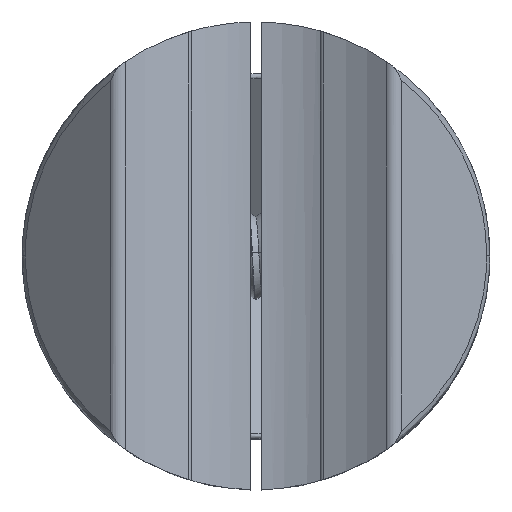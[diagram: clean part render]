
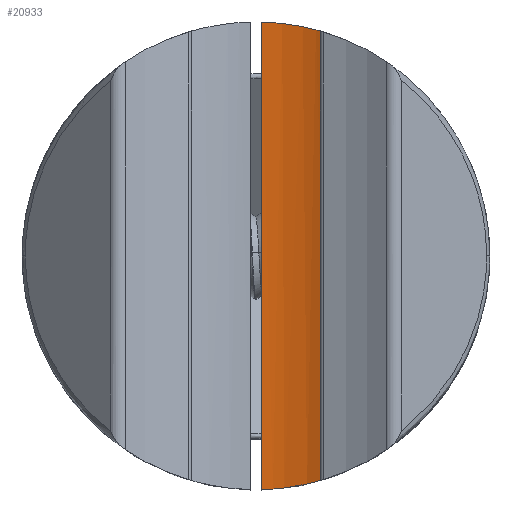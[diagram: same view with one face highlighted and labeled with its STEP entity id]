
A CAD part, top view. The second image highlights one B-rep face of the part: STEP entity #20933.
In plain terms, the highlighted cylindrical face has radius 14.2 mm (diameter 28.4 mm), a partial arc.
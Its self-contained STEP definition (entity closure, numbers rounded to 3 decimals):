
#1325 = CARTESIAN_POINT ( 'NONE',  ( 3.411, 21.228, 51.216 ) ) ;
#1609 = VERTEX_POINT ( 'NONE', #11266 ) ;
#1944 = EDGE_LOOP ( 'NONE', ( #21093, #19959, #16770, #9637 ) ) ;
#2199 = CARTESIAN_POINT ( 'NONE',  ( 3.803, -21.161, 51.318 ) ) ;
#2437 = VERTEX_POINT ( 'NONE', #21779 ) ;
#2711 = CARTESIAN_POINT ( 'NONE',  ( 3.544, 21.206, 51.249 ) ) ;
#2798 = AXIS2_PLACEMENT_3D ( 'NONE', #8414, #18658, #22024 ) ;
#2968 = CYLINDRICAL_SURFACE ( 'NONE', #2798, 14.2 ) ;
#3451 = CARTESIAN_POINT ( 'NONE',  ( 0.5, -21.494, 50.809 ) ) ;
#4128 = CARTESIAN_POINT ( 'NONE',  ( 6.694, -20.431, 52.477 ) ) ;
#4641 = CARTESIAN_POINT ( 'NONE',  ( 4.712, 21.004, 51.559 ) ) ;
#4750 = CARTESIAN_POINT ( 'NONE',  ( 1.031, 21.482, 50.828 ) ) ;
#5950 = CARTESIAN_POINT ( 'NONE',  ( 0.5, -21.494, 50.809 ) ) ;
#6251 = CARTESIAN_POINT ( 'NONE',  ( 2.752, 21.326, 51.066 ) ) ;
#7305 = VERTEX_POINT ( 'NONE', #8475 ) ;
#7653 = CARTESIAN_POINT ( 'NONE',  ( 4.956, -20.923, 51.689 ) ) ;
#7764 = CARTESIAN_POINT ( 'NONE',  ( 2.622, -21.366, 51.004 ) ) ;
#8414 = CARTESIAN_POINT ( 'NONE',  ( 0., -50., 65. ) ) ;
#8475 = CARTESIAN_POINT ( 'NONE',  ( 6.694, -20.431, 52.477 ) ) ;
#9017 = CARTESIAN_POINT ( 'NONE',  ( 3.931, -21.138, 51.354 ) ) ;
#9341 = EDGE_CURVE ( 'NONE', #2437, #7305, #15786, .T. ) ;
#9637 = ORIENTED_EDGE ( 'NONE', *, *, #14076, .F. ) ;
#11164 = CARTESIAN_POINT ( 'NONE',  ( 4.189, -21.088, 51.43 ) ) ;
#11266 = CARTESIAN_POINT ( 'NONE',  ( 0.5, -21.494, 50.809 ) ) ;
#11504 = EDGE_CURVE ( 'NONE', #12962, #2437, #15722, .T. ) ;
#11582 = CARTESIAN_POINT ( 'NONE',  ( 6.694, 20.431, 52.477 ) ) ;
#11798 = CARTESIAN_POINT ( 'NONE',  ( 3.148, 21.269, 51.153 ) ) ;
#12109 = LINE ( 'NONE', #3451, #13404 ) ;
#12962 = VERTEX_POINT ( 'NONE', #19298 ) ;
#13098 = FACE_OUTER_BOUND ( 'NONE', #1944, .T. ) ;
#13183 = CARTESIAN_POINT ( 'NONE',  ( 5.722, 20.75, 51.957 ) ) ;
#13190 = VECTOR ( 'NONE', #22313, 1000. ) ;
#13286 = CARTESIAN_POINT ( 'NONE',  ( 2.356, 21.372, 50.995 ) ) ;
#13404 = VECTOR ( 'NONE', #17350, 1000. ) ;
#14076 = EDGE_CURVE ( 'NONE', #7305, #1609, #20796, .T. ) ;
#14504 = CARTESIAN_POINT ( 'NONE',  ( 5.712, -20.734, 51.987 ) ) ;
#15446 = CARTESIAN_POINT ( 'NONE',  ( 6.694, 20.431, 52.477 ) ) ;
#15722 = B_SPLINE_CURVE_WITH_KNOTS ( 'NONE', 3,
 ( #20308, #4750, #16936, #13286, #6251, #11798, #1325, #2711, #4641, #13183, #11582 ),
 .UNSPECIFIED., .F., .F.,
 ( 4, 2, 1, 2, 2, 4 ),
 ( 0., 0.25, 0.375, 0.437, 0.5, 1. ),
 .UNSPECIFIED. ) ;
#15786 = LINE ( 'NONE', #15446, #13190 ) ;
#16262 = EDGE_CURVE ( 'NONE', #1609, #12962, #12109, .T. ) ;
#16770 = ORIENTED_EDGE ( 'NONE', *, *, #16262, .F. ) ;
#16936 = CARTESIAN_POINT ( 'NONE',  ( 1.562, 21.45, 50.876 ) ) ;
#17350 = DIRECTION ( 'NONE',  ( 0., 1., 0. ) ) ;
#17795 = CARTESIAN_POINT ( 'NONE',  ( 4.575, -21.011, 51.551 ) ) ;
#18658 = DIRECTION ( 'NONE',  ( 0., -1., 0. ) ) ;
#19298 = CARTESIAN_POINT ( 'NONE',  ( 0.5, 21.494, 50.809 ) ) ;
#19787 = CARTESIAN_POINT ( 'NONE',  ( 6.208, -20.591, 52.217 ) ) ;
#19959 = ORIENTED_EDGE ( 'NONE', *, *, #11504, .F. ) ;
#20308 = CARTESIAN_POINT ( 'NONE',  ( 0.5, 21.494, 50.809 ) ) ;
#20796 = B_SPLINE_CURVE_WITH_KNOTS ( 'NONE', 3,
 ( #4128, #19787, #14504, #7653, #17795, #11164, #9017, #2199, #7764, #21373, #5950 ),
 .UNSPECIFIED., .F., .F.,
 ( 4, 2, 1, 2, 2, 4 ),
 ( 0., 0.25, 0.375, 0.438, 0.5, 1. ),
 .UNSPECIFIED. ) ;
#20933 = ADVANCED_FACE ( 'NONE', ( #13098 ), #2968, .F. ) ;
#21093 = ORIENTED_EDGE ( 'NONE', *, *, #9341, .F. ) ;
#21373 = CARTESIAN_POINT ( 'NONE',  ( 1.561, -21.469, 50.846 ) ) ;
#21779 = CARTESIAN_POINT ( 'NONE',  ( 6.694, 20.431, 52.477 ) ) ;
#22024 = DIRECTION ( 'NONE',  ( 0., 0., -1. ) ) ;
#22313 = DIRECTION ( 'NONE',  ( 0., -1., 0. ) ) ;
